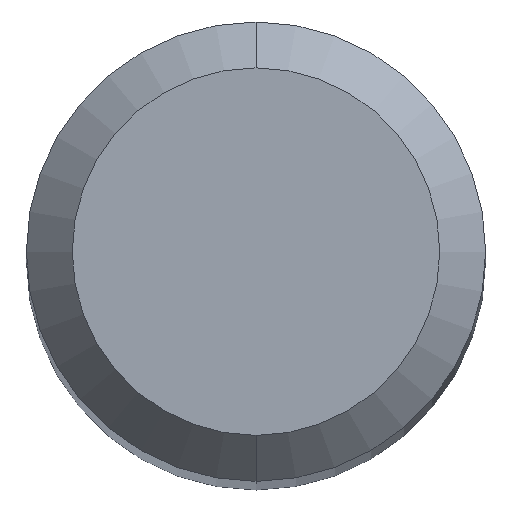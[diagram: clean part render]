
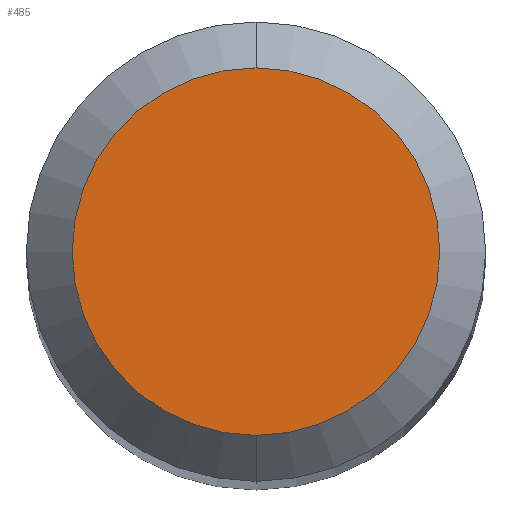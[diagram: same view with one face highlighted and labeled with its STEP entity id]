
A CAD part, top view. The second image highlights one B-rep face of the part: STEP entity #485.
In plain terms, the highlighted planar face has unit normal (0, 0, 1).
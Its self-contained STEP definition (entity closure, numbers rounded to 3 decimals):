
#485=ADVANCED_FACE('',(#1157),#1158,.T.);
#487=EDGE_CURVE('',#747,#641,#1160,.T.);
#641=VERTEX_POINT('',#1324);
#651=EDGE_CURVE('',#641,#747,#1334,.T.);
#747=VERTEX_POINT('',#1438);
#1157=FACE_OUTER_BOUND('',#3105,.T.);
#1158=PLANE('',#3106);
#1160=CIRCLE('',#3109,1.2);
#1324=CARTESIAN_POINT('',(0.,-1.2,0.0));
#1334=CIRCLE('',#3883,1.2);
#1438=CARTESIAN_POINT('',(0.0,1.2,0.0));
#3105=EDGE_LOOP('',(#6171,#6172));
#3106=AXIS2_PLACEMENT_3D('',#6173,#6174,#6175);
#3109=AXIS2_PLACEMENT_3D('',#6176,#6177,#6178);
#3883=AXIS2_PLACEMENT_3D('',#6307,#6308,#6309);
#6171=ORIENTED_EDGE('',*,*,#487,.F.);
#6172=ORIENTED_EDGE('',*,*,#651,.F.);
#6173=CARTESIAN_POINT('',(0.0,0.6,0.0));
#6174=DIRECTION('',(-0.0,0.0,1.0));
#6175=DIRECTION('',(0.0,-1.0,0.0));
#6176=CARTESIAN_POINT('',(0.0,0.0,0.0));
#6177=DIRECTION('',(0.0,0.0,-1.0));
#6178=DIRECTION('',(0.0,1.0,0.0));
#6307=CARTESIAN_POINT('',(0.0,0.0,0.0));
#6308=DIRECTION('',(0.0,0.0,-1.0));
#6309=DIRECTION('',(0.0,1.0,0.0));
